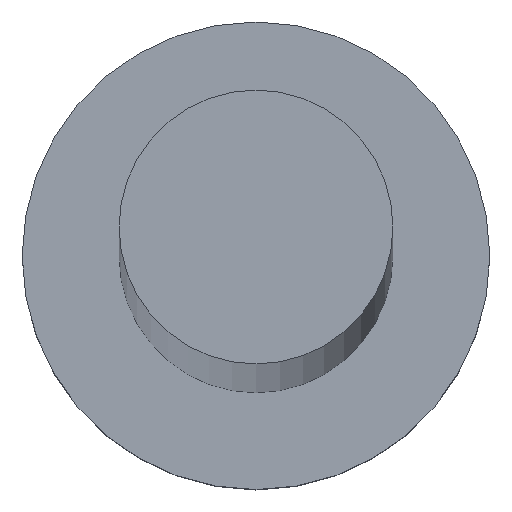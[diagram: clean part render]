
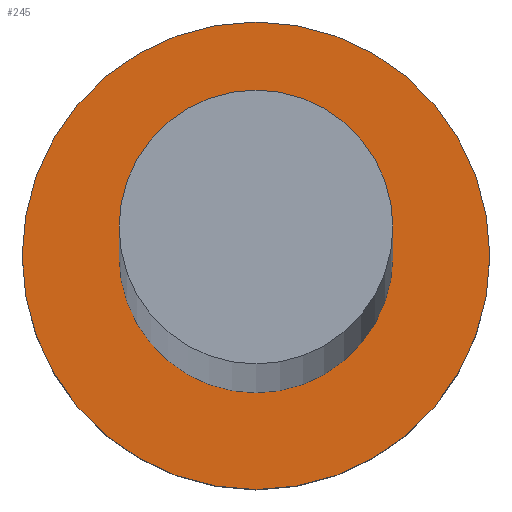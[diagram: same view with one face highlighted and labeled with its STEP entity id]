
A CAD part, top view. The second image highlights one B-rep face of the part: STEP entity #245.
In plain terms, the highlighted planar face has unit normal (0, 0, 1).
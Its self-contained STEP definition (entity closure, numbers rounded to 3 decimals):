
#7 = CARTESIAN_POINT ( 'NONE',  ( 0., 0., 6.5 ) ) ;
#11 = VERTEX_POINT ( 'NONE', #107 ) ;
#13 = EDGE_CURVE ( 'NONE', #35, #148, #130, .T. ) ;
#22 = CARTESIAN_POINT ( 'NONE',  ( 7., 0., 6.5 ) ) ;
#26 = EDGE_CURVE ( 'NONE', #11, #175, #169, .T. ) ;
#29 = DIRECTION ( 'NONE',  ( 0., 0., 1. ) ) ;
#31 = DIRECTION ( 'NONE',  ( 0., 0., 1. ) ) ;
#34 = DIRECTION ( 'NONE',  ( 1., 0., 0. ) ) ;
#35 = VERTEX_POINT ( 'NONE', #127 ) ;
#38 = DIRECTION ( 'NONE',  ( 0., 0., 1. ) ) ;
#46 = AXIS2_PLACEMENT_3D ( 'NONE', #217, #31, #34 ) ;
#58 = DIRECTION ( 'NONE',  ( 0., 0., 1. ) ) ;
#67 = EDGE_LOOP ( 'NONE', ( #68, #242 ) ) ;
#68 = ORIENTED_EDGE ( 'NONE', *, *, #26, .T. ) ;
#73 = CARTESIAN_POINT ( 'NONE',  ( 0., 0., 6.5 ) ) ;
#84 = AXIS2_PLACEMENT_3D ( 'NONE', #178, #223, #115 ) ;
#90 = DIRECTION ( 'NONE',  ( 1., 0., 0. ) ) ;
#107 = CARTESIAN_POINT ( 'NONE',  ( -7., 0., 6.5 ) ) ;
#108 = CARTESIAN_POINT ( 'NONE',  ( -4.1, 0., 6.5 ) ) ;
#115 = DIRECTION ( 'NONE',  ( 1., 0., 0. ) ) ;
#127 = CARTESIAN_POINT ( 'NONE',  ( 4.1, 0., 6.5 ) ) ;
#130 = CIRCLE ( 'NONE', #157, 4.1 ) ;
#133 = CARTESIAN_POINT ( 'NONE',  ( 0., 0., 6.5 ) ) ;
#143 = ORIENTED_EDGE ( 'NONE', *, *, #13, .F. ) ;
#148 = VERTEX_POINT ( 'NONE', #108 ) ;
#154 = EDGE_CURVE ( 'NONE', #148, #35, #244, .T. ) ;
#157 = AXIS2_PLACEMENT_3D ( 'NONE', #7, #29, #176 ) ;
#160 = AXIS2_PLACEMENT_3D ( 'NONE', #73, #58, #240 ) ;
#169 = CIRCLE ( 'NONE', #46, 7. ) ;
#170 = EDGE_LOOP ( 'NONE', ( #219, #143 ) ) ;
#175 = VERTEX_POINT ( 'NONE', #22 ) ;
#176 = DIRECTION ( 'NONE',  ( 1., 0., 0. ) ) ;
#178 = CARTESIAN_POINT ( 'NONE',  ( 0., 0., 6.5 ) ) ;
#184 = CIRCLE ( 'NONE', #234, 7. ) ;
#203 = FACE_BOUND ( 'NONE', #170, .T. ) ;
#205 = EDGE_CURVE ( 'NONE', #175, #11, #184, .T. ) ;
#217 = CARTESIAN_POINT ( 'NONE',  ( 0., 0., 6.5 ) ) ;
#219 = ORIENTED_EDGE ( 'NONE', *, *, #154, .F. ) ;
#223 = DIRECTION ( 'NONE',  ( 0., 0., 1. ) ) ;
#234 = AXIS2_PLACEMENT_3D ( 'NONE', #133, #38, #90 ) ;
#240 = DIRECTION ( 'NONE',  ( 1., 0., 0. ) ) ;
#242 = ORIENTED_EDGE ( 'NONE', *, *, #205, .T. ) ;
#244 = CIRCLE ( 'NONE', #84, 4.1 ) ;
#245 = ADVANCED_FACE ( 'NONE', ( #203, #253 ), #255, .T. ) ;
#253 = FACE_OUTER_BOUND ( 'NONE', #67, .T. ) ;
#255 = PLANE ( 'NONE',  #160 ) ;
